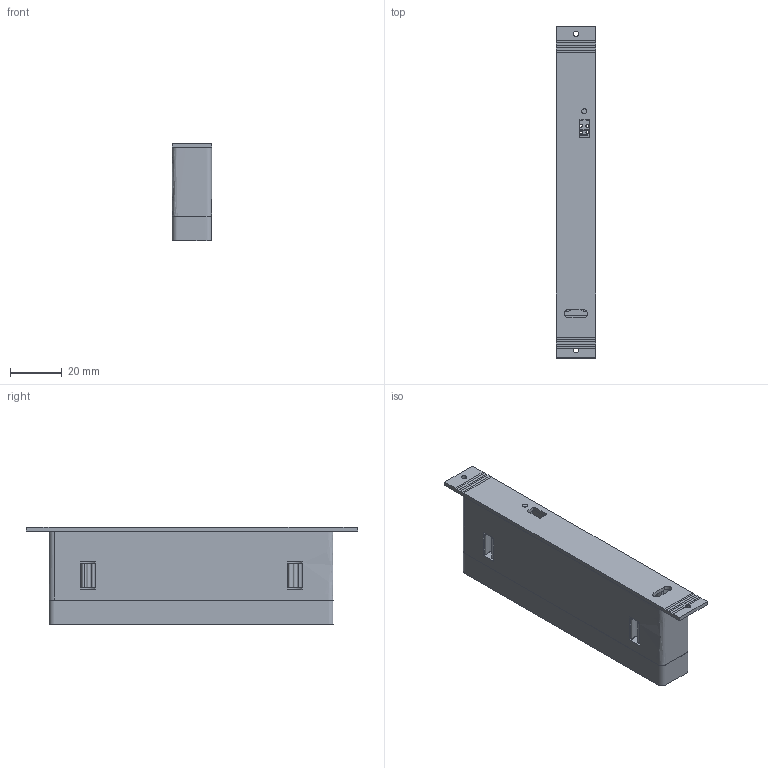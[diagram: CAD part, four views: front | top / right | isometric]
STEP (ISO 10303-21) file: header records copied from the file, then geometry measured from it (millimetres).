
FILE_DESCRIPTION(/* description */ (''),/* implementation_level */ '2;1');
FILE_NAME(/* name */ 'psu',/* time_stamp */ '2022-05-08T20:57:28+02:00',/* author */ (''),/* organization */ (''),/* preprocessor_version */ 'ST-DEVELOPER v10',/* originating_system */ '',/* authorisation */ '');
FILE_SCHEMA (('CONFIG_CONTROL_DESIGN'));
Length unit declared in the file: millimetre
Products named in the file (1): 1
Bounding box: 15.24 x 128.5 x 37.74 mm (x, y, z)
Volume: 40179.5 mm3; surface area: 28902.6 mm2
Topology: 22 solids, 22 shells, 358 faces, 898 edges, 595 vertices
Faces by surface type: plane 205, bspline 153
Entity records: 12524 total; most frequent: CARTESIAN_POINT 6633, ORIENTED_EDGE 1796, EDGE_CURVE 898, VERTEX_POINT 595, B_SPLINE_CURVE_WITH_KNOTS 585, EDGE_LOOP 453, ADVANCED_FACE 358, FACE_OUTER_BOUND 358
